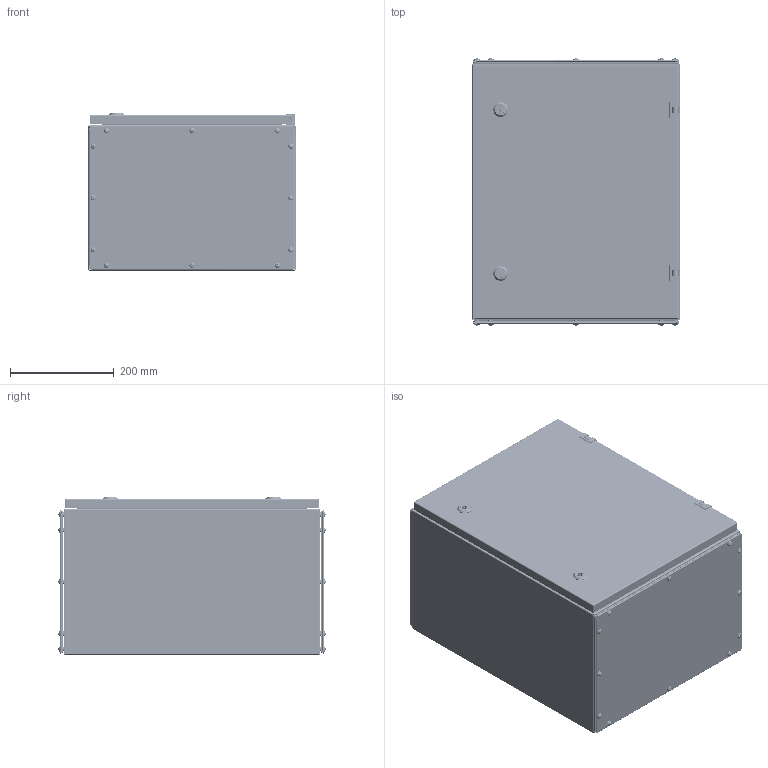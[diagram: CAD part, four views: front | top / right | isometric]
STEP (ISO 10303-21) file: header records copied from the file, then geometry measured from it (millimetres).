
FILE_DESCRIPTION (( 'STEP AP214' ), '1' );
FILE_NAME ('11.040.050.30.STEP', '2024-06-03T11:06:58', ( '' ), ( '' ), 'SwSTEP 2.0', 'SolidWorks 2021', '' );
FILE_SCHEMA (( 'AUTOMOTIVE_DESIGN' ));
Length unit declared in the file: millimetre
Products named in the file (27): Çàêëåïêà ðåçüáîâàÿ Ì8 øåñòèãðàííàÿ ñ óìåíüøåííûì áîðòîì; Çàêëåïêà ðåçüáîâàÿ Ì5 øåñòèãðàííàÿ ñ óìåíüøåííûì áîðòîì; Øïèëüêà ïðèâàðíàÿ Ì6õ15; 署赅 W400D300; Ãàéêà M6 DIN6923.step; Êîðïóñ øêàôà W400H500D300; ﾇ瑟鶴 ﾀﾑ ms1000-3M.stp; 417.450; Áîëò Ì6õ10 ñ øåñòèãðàííîé ãîëîâêîé ñ ïðåññøàéáîé; Êàðêàñ øêàôà W400H500D300; Øïèëüêà ïðèâàðíàÿ Ì6õ20; ﾄ粢 ﾑﾁ W400H500; 11.040.050.30; Âèíò DIN 967 Ì5õ16 ñ ïîëóêðóãëîé ãîëîâêîé ñ êðåñòîîáðàçíûì øëèöåì; 8SJ_S1B_0001.stp; 8SJ_MS705_0010.stp; Ïðîêëàäêà êðûøêè W400D300; SW6X8.stp; Ãàñêåòèíã äâåðè W400H500; 8SJ_MS705-1_0040.stp; Ðåéêà H500; 嵑謺麃 檐; 8SJ_MS705_0510.stp; 8SJ_MS705_0760.stp; Øïèëüêà ïðèâàðíàÿ Ì6õ10; Ïåðåìû÷êà êàðêàñà W400; Äâåðíîå ïîëîòíî W400H500
Assembly tree (96 placements, depth 4):
  11.040.050.30
    Êàðêàñ øêàôà W400H500D300
      Êîðïóñ øêàôà W400H500D300
      Ïåðåìû÷êà êàðêàñà W400  x2
      Øïèëüêà ïðèâàðíàÿ Ì6õ15  x8
      Øïèëüêà ïðèâàðíàÿ Ì6õ20  x4
    署赅 W400D300  x2
    Ïðîêëàäêà êðûøêè W400D300  x2
    ﾄ粢 ﾑﾁ W400H500
      Äâåðíîå ïîëîòíî W400H500
      Ðåéêà H500  x2
      Ãàñêåòèíã äâåðè W400H500
      Øïèëüêà ïðèâàðíàÿ Ì6õ10  x2
      ﾇ瑟鶴 ﾀﾑ ms1000-3M.stp  x2
        8SJ_MS705_0010.stp
        8SJ_MS705_0510.stp
        8SJ_MS705_0760.stp
        8SJ_S1B_0001.stp
        8SJ_MS705-1_0040.stp
        SW6X8.stp
    嵑謺麃 檐  x2
    Áîëò Ì6õ10 ñ øåñòèãðàííîé ãîëîâêîé ñ ïðåññøàéáîé  x2
    Çàêëåïêà ðåçüáîâàÿ Ì5 øåñòèãðàííàÿ ñ óìåíüøåííûì áîðòîì  x24
    Âèíò DIN 967 Ì5õ16 ñ ïîëóêðóãëîé ãîëîâêîé ñ êðåñòîîáðàçíûì øëèöåì  x24
    Çàêëåïêà ðåçüáîâàÿ Ì8 øåñòèãðàííàÿ ñ óìåíüøåííûì áîðòîì  x4
    417.450
    Ãàéêà M6 DIN6923.step  x4
Bounding box: 400 x 515.17 x 304.65 mm (x, y, z)
Volume: 1641860.8 mm3; surface area: 2751045.3 mm2
Topology: 96 solids, 108 shells, 5853 faces, 14775 edges, 9172 vertices
Faces by surface type: plane 2413, cylinder 2033, bspline 677, cone 316, torus 254, sphere 160
Entity records: 86745 total; most frequent: CARTESIAN_POINT 42914, ORIENTED_EDGE 9370, DIRECTION 7888, EDGE_CURVE 4691, VERTEX_POINT 2889, AXIS2_PLACEMENT_3D 2669, LINE 2550, VECTOR 2550
